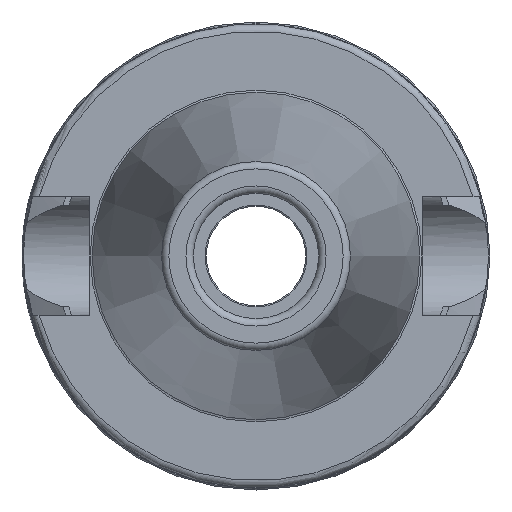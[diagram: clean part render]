
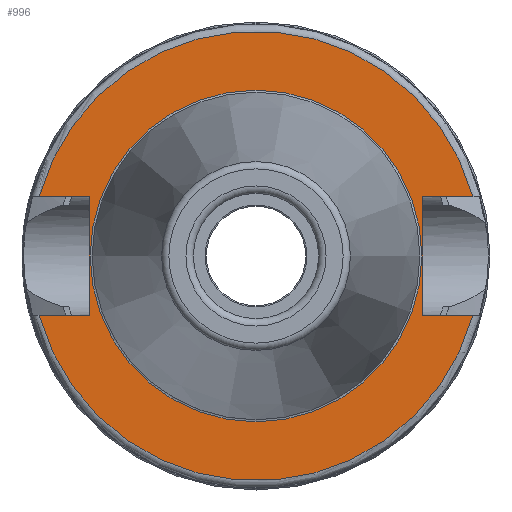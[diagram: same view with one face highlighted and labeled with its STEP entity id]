
A CAD part, left-side view. The second image highlights one B-rep face of the part: STEP entity #996.
In plain terms, the highlighted planar face has unit normal (-1, 0, 0).
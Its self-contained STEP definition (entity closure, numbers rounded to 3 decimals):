
#38=FACE_BOUND('',#269,.T.);
#55=PLANE('',#1153);
#105=CIRCLE('',#1103,30.5);
#109=CIRCLE('',#1113,30.5);
#131=CIRCLE('',#1152,22.5);
#202=FACE_OUTER_BOUND('',#268,.T.);
#268=EDGE_LOOP('',(#913,#914,#915,#916,#917,#918,#919,#920));
#269=EDGE_LOOP('',(#921));
#288=LINE('',#1728,#336);
#292=LINE('',#1736,#340);
#295=LINE('',#1756,#343);
#306=LINE('',#1856,#354);
#309=LINE('',#1877,#357);
#311=LINE('',#1880,#359);
#336=VECTOR('',#1300,10.);
#340=VECTOR('',#1306,10.);
#343=VECTOR('',#1311,10.);
#354=VECTOR('',#1366,10.);
#357=VECTOR('',#1371,10.);
#359=VECTOR('',#1375,10.);
#435=VERTEX_POINT('',#1716);
#436=VERTEX_POINT('',#1727);
#438=VERTEX_POINT('',#1733);
#439=VERTEX_POINT('',#1735);
#454=VERTEX_POINT('',#1816);
#461=VERTEX_POINT('',#1853);
#462=VERTEX_POINT('',#1855);
#466=VERTEX_POINT('',#1876);
#480=VERTEX_POINT('',#1942);
#550=EDGE_CURVE('',#436,#435,#288,.T.);
#554=EDGE_CURVE('',#439,#438,#292,.T.);
#559=EDGE_CURVE('',#438,#436,#295,.T.);
#579=EDGE_CURVE('',#439,#454,#105,.T.);
#589=EDGE_CURVE('',#462,#461,#306,.T.);
#594=EDGE_CURVE('',#466,#454,#309,.T.);
#596=EDGE_CURVE('',#461,#466,#311,.T.);
#599=EDGE_CURVE('',#462,#435,#109,.T.);
#627=EDGE_CURVE('',#480,#480,#131,.T.);
#913=ORIENTED_EDGE('',*,*,#550,.T.);
#914=ORIENTED_EDGE('',*,*,#599,.F.);
#915=ORIENTED_EDGE('',*,*,#589,.T.);
#916=ORIENTED_EDGE('',*,*,#596,.T.);
#917=ORIENTED_EDGE('',*,*,#594,.T.);
#918=ORIENTED_EDGE('',*,*,#579,.F.);
#919=ORIENTED_EDGE('',*,*,#554,.T.);
#920=ORIENTED_EDGE('',*,*,#559,.T.);
#921=ORIENTED_EDGE('',*,*,#627,.T.);
#996=ADVANCED_FACE('',(#202,#38),#55,.T.);
#1103=AXIS2_PLACEMENT_3D('',#1817,#1353,#1354);
#1113=AXIS2_PLACEMENT_3D('',#1885,#1384,#1385);
#1152=AXIS2_PLACEMENT_3D('',#1944,#1468,#1469);
#1153=AXIS2_PLACEMENT_3D('',#1945,#1470,#1471);
#1300=DIRECTION('',(0.,-1.,0.));
#1306=DIRECTION('',(0.,1.,0.));
#1311=DIRECTION('',(0.,0.,1.));
#1353=DIRECTION('center_axis',(1.,0.,0.));
#1354=DIRECTION('ref_axis',(0.,0.,-1.));
#1366=DIRECTION('',(0.,-1.,0.));
#1371=DIRECTION('',(0.,1.,0.));
#1375=DIRECTION('',(0.,0.,-1.));
#1384=DIRECTION('center_axis',(1.,0.,0.));
#1385=DIRECTION('ref_axis',(0.,0.,-1.));
#1468=DIRECTION('center_axis',(1.,0.,0.));
#1469=DIRECTION('ref_axis',(0.,0.,-1.));
#1470=DIRECTION('center_axis',(-1.,0.,0.));
#1471=DIRECTION('ref_axis',(0.,0.,1.));
#1716=CARTESIAN_POINT('',(2.,-29.418,8.05));
#1727=CARTESIAN_POINT('',(2.,-22.6,8.05));
#1728=CARTESIAN_POINT('',(2.,3.95,8.05));
#1733=CARTESIAN_POINT('',(2.,-22.6,-8.05));
#1735=CARTESIAN_POINT('',(2.,-29.418,-8.05));
#1736=CARTESIAN_POINT('',(2.,3.95,-8.05));
#1756=CARTESIAN_POINT('',(2.,-22.6,0.));
#1816=CARTESIAN_POINT('',(2.,29.418,-8.05));
#1817=CARTESIAN_POINT('Origin',(2.,0.,0.));
#1853=CARTESIAN_POINT('',(2.,22.6,8.05));
#1855=CARTESIAN_POINT('',(2.,29.418,8.05));
#1856=CARTESIAN_POINT('',(2.,26.55,8.05));
#1876=CARTESIAN_POINT('',(2.,22.6,-8.05));
#1877=CARTESIAN_POINT('',(2.,26.55,-8.05));
#1880=CARTESIAN_POINT('',(2.,22.6,0.));
#1885=CARTESIAN_POINT('Origin',(2.,0.,0.));
#1942=CARTESIAN_POINT('',(2.,0.,22.5));
#1944=CARTESIAN_POINT('Origin',(2.,0.,0.));
#1945=CARTESIAN_POINT('Origin',(2.,30.5,0.));
